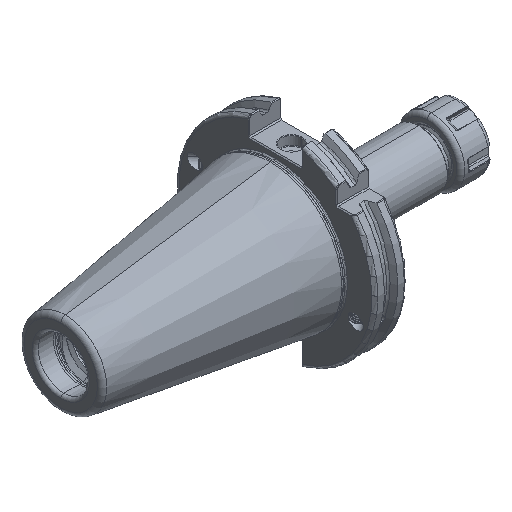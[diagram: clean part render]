
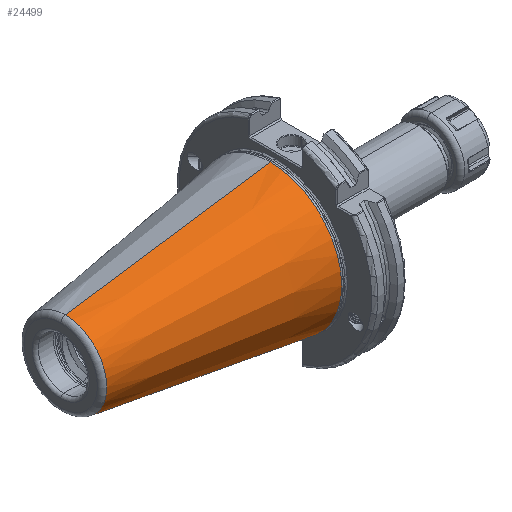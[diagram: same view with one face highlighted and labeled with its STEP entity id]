
A CAD part, isometric view. The second image highlights one B-rep face of the part: STEP entity #24499.
In plain terms, the highlighted conical face has half-angle 8.297 degrees and reference radius 35.392 mm.
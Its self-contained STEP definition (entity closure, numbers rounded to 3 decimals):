
#1055 = FACE_OUTER_BOUND ( 'NONE', #18408, .T. ) ;
#1124 = CONICAL_SURFACE ( 'NONE', #35181, 35.392, 0.145 ) ;
#13086 = LINE ( 'NONE', #31270, #13115 ) ;
#13106 = CIRCLE ( 'NONE', #33013, 35.027 ) ;
#13115 = VECTOR ( 'NONE', #31300, 1000. ) ;
#13150 = LINE ( 'NONE', #31001, #13152 ) ;
#13152 = VECTOR ( 'NONE', #30995, 1000. ) ;
#13517 = VERTEX_POINT ( 'NONE', #33368 ) ;
#13522 = VERTEX_POINT ( 'NONE', #33413 ) ;
#13524 = VERTEX_POINT ( 'NONE', #33387 ) ;
#13536 = VERTEX_POINT ( 'NONE', #33396 ) ;
#13538 = VERTEX_POINT ( 'NONE', #33354 ) ;
#15060 = ORIENTED_EDGE ( 'NONE', *, *, #22510, .F. ) ;
#15090 = ORIENTED_EDGE ( 'NONE', *, *, #21000, .F. ) ;
#16150 = ORIENTED_EDGE ( 'NONE', *, *, #21090, .F. ) ;
#16163 = ORIENTED_EDGE ( 'NONE', *, *, #21133, .T. ) ;
#16164 = ORIENTED_EDGE ( 'NONE', *, *, #22620, .T. ) ;
#18408 = EDGE_LOOP ( 'NONE', ( #15090, #16164, #16163, #15060, #16150 ) ) ;
#21000 = EDGE_CURVE ( 'NONE', #13538, #13522, #13086, .T. ) ;
#21090 = EDGE_CURVE ( 'NONE', #13522, #13517, #13106, .T. ) ;
#21133 = EDGE_CURVE ( 'NONE', #13524, #13536, #13150, .T. ) ;
#22510 = EDGE_CURVE ( 'NONE', #13517, #13536, #29694, .T. ) ;
#22620 = EDGE_CURVE ( 'NONE', #13538, #13524, #29719, .T. ) ;
#23911 = CARTESIAN_POINT ( 'NONE',  ( 0., 0., 0. ) ) ;
#23937 = DIRECTION ( 'NONE',  ( 1., 0., 0. ) ) ;
#23940 = DIRECTION ( 'NONE',  ( 0., 0., -1. ) ) ;
#24499 = ADVANCED_FACE ( 'NONE', ( #1055 ), #1124, .T. ) ;
#25126 = DIRECTION ( 'NONE',  ( 0., 0., 1. ) ) ;
#25143 = DIRECTION ( 'NONE',  ( 1., 0., 0. ) ) ;
#25156 = CARTESIAN_POINT ( 'NONE',  ( -102.811, 0., 0. ) ) ;
#26923 = CARTESIAN_POINT ( 'NONE',  ( -2.5, 0., 0. ) ) ;
#26925 = DIRECTION ( 'NONE',  ( 1., 0., 0. ) ) ;
#26926 = DIRECTION ( 'NONE',  ( 0., 1., 0. ) ) ;
#29694 = CIRCLE ( 'NONE', #35483, 35.027 ) ;
#29719 = CIRCLE ( 'NONE', #35468, 20.399 ) ;
#30747 = DIRECTION ( 'NONE',  ( 0., 1., 0. ) ) ;
#30755 = DIRECTION ( 'NONE',  ( 1., 0., 0. ) ) ;
#30824 = CARTESIAN_POINT ( 'NONE',  ( -2.5, 0., 0. ) ) ;
#30995 = DIRECTION ( 'NONE',  ( 0.99, 0., -0.144 ) ) ;
#31001 = CARTESIAN_POINT ( 'NONE',  ( 0., 0., -35.392 ) ) ;
#31270 = CARTESIAN_POINT ( 'NONE',  ( 0., 0., 35.392 ) ) ;
#31300 = DIRECTION ( 'NONE',  ( 0.99, 0., 0.144 ) ) ;
#33013 = AXIS2_PLACEMENT_3D ( 'NONE', #30824, #30755, #30747 ) ;
#33354 = CARTESIAN_POINT ( 'NONE',  ( -102.811, 0., 20.399 ) ) ;
#33368 = CARTESIAN_POINT ( 'NONE',  ( -2.5, -35.027, 0. ) ) ;
#33387 = CARTESIAN_POINT ( 'NONE',  ( -102.811, 0., -20.399 ) ) ;
#33396 = CARTESIAN_POINT ( 'NONE',  ( -2.5, 0., -35.027 ) ) ;
#33413 = CARTESIAN_POINT ( 'NONE',  ( -2.5, 0., 35.027 ) ) ;
#35181 = AXIS2_PLACEMENT_3D ( 'NONE', #23911, #23937, #23940 ) ;
#35468 = AXIS2_PLACEMENT_3D ( 'NONE', #25156, #25143, #25126 ) ;
#35483 = AXIS2_PLACEMENT_3D ( 'NONE', #26923, #26925, #26926 ) ;
